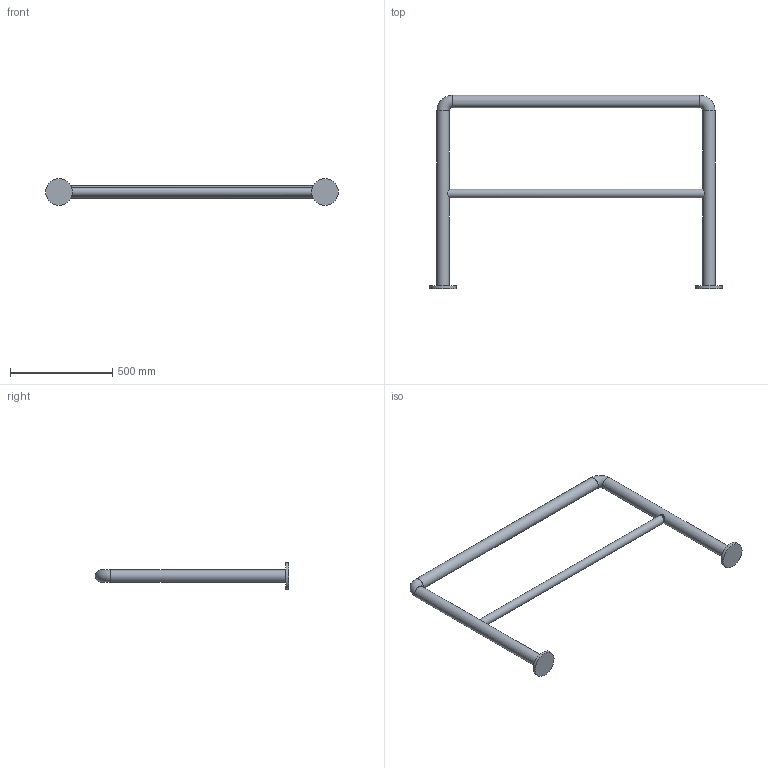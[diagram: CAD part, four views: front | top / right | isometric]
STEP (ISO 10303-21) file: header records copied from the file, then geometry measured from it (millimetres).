
FILE_DESCRIPTION(('FreeCAD Model'),'2;1');
FILE_NAME('handrail.step' ,'2016-09-24T19:05:23',(''),(''),'Open CASCADE STEP processor 6.8', 'FreeCAD','Unknown');
FILE_SCHEMA(('AUTOMOTIVE_DESIGN_CC2 { 1 2 10303 214 -1 1 5 4 }'));
Length unit declared in the file: millimetre
Products named in the file (2): ASSEMBLY; Pad
Assembly tree (1 placements, depth 2):
  ASSEMBLY
    Pad
Bounding box: 1430 x 945.16 x 130 mm (x, y, z)
Volume: 3076612.5 mm3; surface area: 1460838.8 mm2
Topology: 1 solids, 3 shells, 32 faces, 78 edges, 56 vertices
Faces by surface type: cylinder 20, plane 8, torus 4
Full cylindrical faces by diameter (mm): 35.04 x3, 42.16 x3, 52.5 x3, 60.32 x3, 130 x2
Entity records: 8723 total; most frequent: CARTESIAN_POINT 7188, DIRECTION 258, ORIENTED_EDGE 156, PCURVE 156, DEFINITIONAL_REPRESENTATION 156, LINE 114, VECTOR 114, EDGE_CURVE 78
